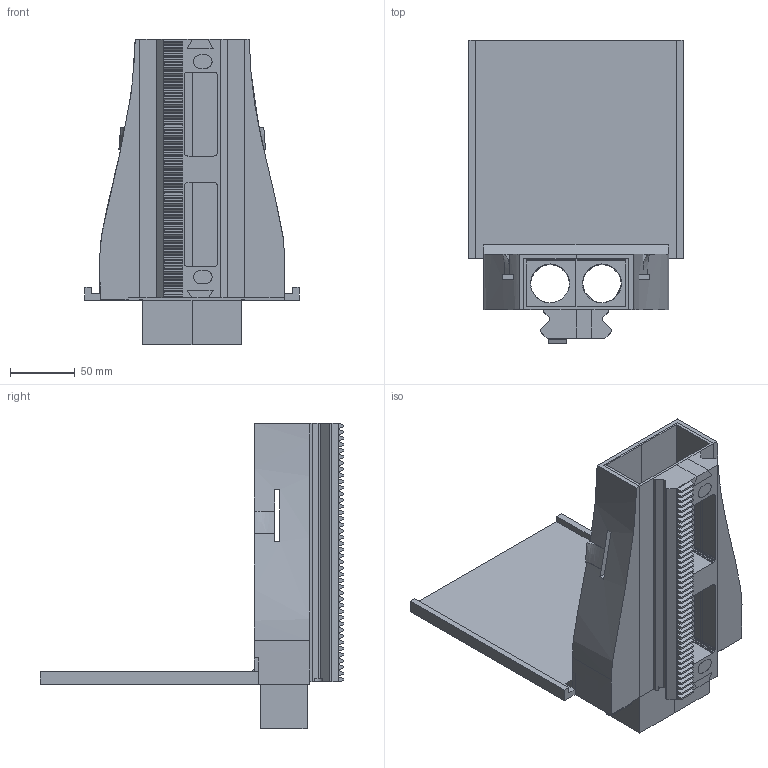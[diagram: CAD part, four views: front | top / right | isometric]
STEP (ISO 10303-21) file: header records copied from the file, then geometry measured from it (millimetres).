
FILE_DESCRIPTION(/* description */ (''),/* implementation_level */ '2;1');
FILE_NAME(/* name */ 'O_Main_Assembly_Post4_solaris.step',/* time_stamp */ '2025-12-30T18:52:03+09:00',/* author */ (''),/* organization */ (''),/* preprocessor_version */ 'ST-DEVELOPER v20.1',/* originating_system */ 'Autodesk Translation Framework v14.21.0.0',/* authorisation */ '');
FILE_SCHEMA (('AUTOMOTIVE_DESIGN { 1 0 10303 214 3 1 1 }'));
Length unit declared in the file: millimetre
Products named in the file (1): Document
Bounding box: 165 x 233.83 x 234.95 mm (x, y, z)
Volume: 998898.6 mm3; surface area: 211957.9 mm2
Topology: 1 solids, 1 shells, 364 faces, 1065 edges, 703 vertices
Faces by surface type: plane 332, bspline 29, cylinder 3
Full cylindrical faces by diameter (mm): 8 x1
Entity records: 14187 total; most frequent: CARTESIAN_POINT 4768, ORIENTED_EDGE 2122, DIRECTION 1670, EDGE_CURVE 1061, LINE 936, VECTOR 936, VERTEX_POINT 703, EDGE_LOOP 378
